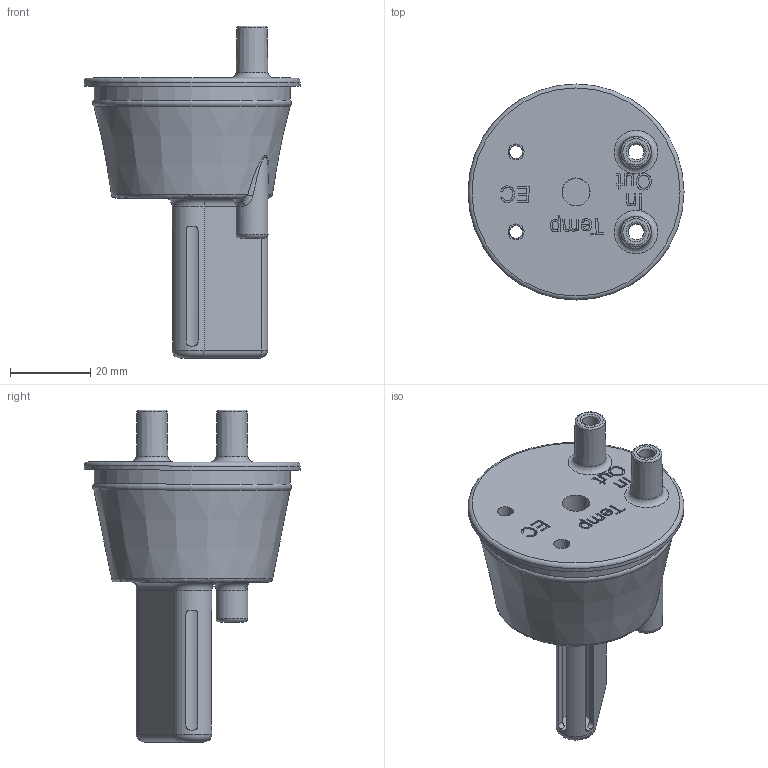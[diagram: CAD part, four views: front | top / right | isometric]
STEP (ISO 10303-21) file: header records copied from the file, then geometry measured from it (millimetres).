
FILE_DESCRIPTION(/* description */ (''),/* implementation_level */ '2;1');
FILE_NAME(/* name */ 'Hydroponic Adapter v7.step',/* time_stamp */ '2024-10-01T18:54:56+02:00',/* author */ (''),/* organization */ (''),/* preprocessor_version */ 'ST-DEVELOPER v20',/* originating_system */ 'Autodesk Translation Framework v13.20.0.188',/* authorisation */ '');
FILE_SCHEMA (('AUTOMOTIVE_DESIGN { 1 0 10303 214 3 1 1 }'));
Length unit declared in the file: millimetre
Products named in the file (1): Hydroponic Adapter
Bounding box: 54 x 54 x 83 mm (x, y, z)
Volume: 55720.1 mm3; surface area: 15226.1 mm2
Topology: 1 solids, 1 shells, 275 faces, 749 edges, 490 vertices
Faces by surface type: bspline 130, plane 104, cylinder 24, torus 14, cone 3
Full cylindrical faces by diameter (mm): 3.2 x2, 4 x4, 7 x1, 8 x1, 49 x1, 54 x1
Entity records: 10314 total; most frequent: CARTESIAN_POINT 4175, ORIENTED_EDGE 1498, DIRECTION 847, EDGE_CURVE 749, VERTEX_POINT 490, LINE 389, VECTOR 389, EDGE_LOOP 301
